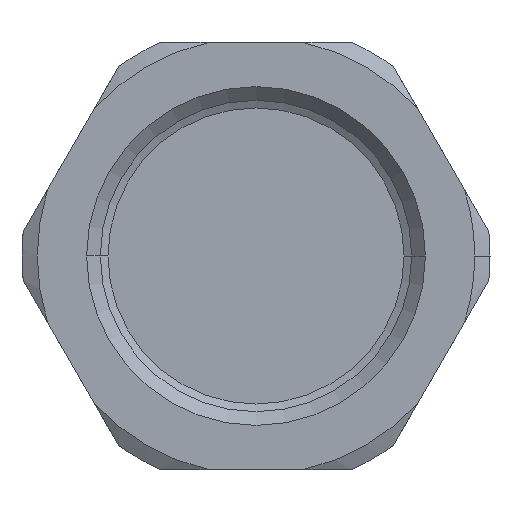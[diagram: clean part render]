
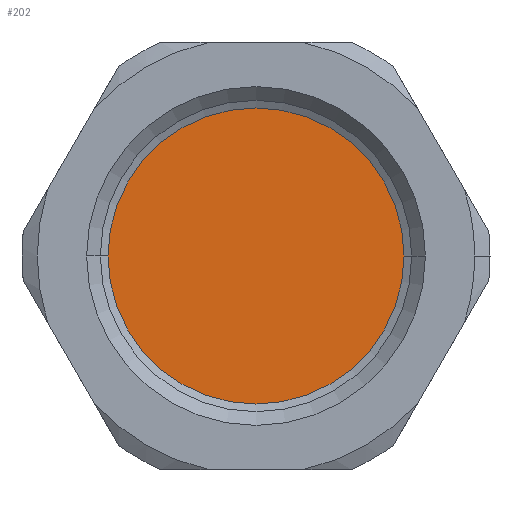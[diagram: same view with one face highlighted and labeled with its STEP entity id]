
A CAD part, left-side view. The second image highlights one B-rep face of the part: STEP entity #202.
In plain terms, the highlighted planar face has unit normal (-1, 0, 0).
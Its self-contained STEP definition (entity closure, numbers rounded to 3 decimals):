
#26 = FACE_OUTER_BOUND ( 'NONE', #1999, .T. ) ;
#202 = ADVANCED_FACE ( 'NONE', ( #26 ), #2075, .F. ) ;
#250 = AXIS2_PLACEMENT_3D ( 'NONE', #2062, #2251, #2237 ) ;
#316 = AXIS2_PLACEMENT_3D ( 'NONE', #1783, #1705, #1732 ) ;
#336 = CARTESIAN_POINT ( 'NONE',  ( -34.687, 14.55, 0. ) ) ;
#599 = AXIS2_PLACEMENT_3D ( 'NONE', #1629, #1631, #1552 ) ;
#745 = CIRCLE ( 'NONE', #316, 14.55 ) ;
#779 = CIRCLE ( 'NONE', #599, 14.55 ) ;
#959 = ORIENTED_EDGE ( 'NONE', *, *, #1060, .F. ) ;
#960 = ORIENTED_EDGE ( 'NONE', *, *, #1033, .F. ) ;
#1033 = EDGE_CURVE ( 'NONE', #2476, #2649, #745, .T. ) ;
#1060 = EDGE_CURVE ( 'NONE', #2649, #2476, #779, .T. ) ;
#1416 = CARTESIAN_POINT ( 'NONE',  ( -34.687, -14.55, 0. ) ) ;
#1552 = DIRECTION ( 'NONE',  ( 0., 0., -1. ) ) ;
#1629 = CARTESIAN_POINT ( 'NONE',  ( -34.687, 0., 0. ) ) ;
#1631 = DIRECTION ( 'NONE',  ( 1., 0., 0. ) ) ;
#1705 = DIRECTION ( 'NONE',  ( 1., 0., 0. ) ) ;
#1732 = DIRECTION ( 'NONE',  ( 0., 0., -1. ) ) ;
#1783 = CARTESIAN_POINT ( 'NONE',  ( -34.687, 0., 0. ) ) ;
#1999 = EDGE_LOOP ( 'NONE', ( #960, #959 ) ) ;
#2062 = CARTESIAN_POINT ( 'NONE',  ( -34.687, 0., 0. ) ) ;
#2075 = PLANE ( 'NONE',  #250 ) ;
#2237 = DIRECTION ( 'NONE',  ( 0., 0., -1. ) ) ;
#2251 = DIRECTION ( 'NONE',  ( 1., 0., 0. ) ) ;
#2476 = VERTEX_POINT ( 'NONE', #1416 ) ;
#2649 = VERTEX_POINT ( 'NONE', #336 ) ;
